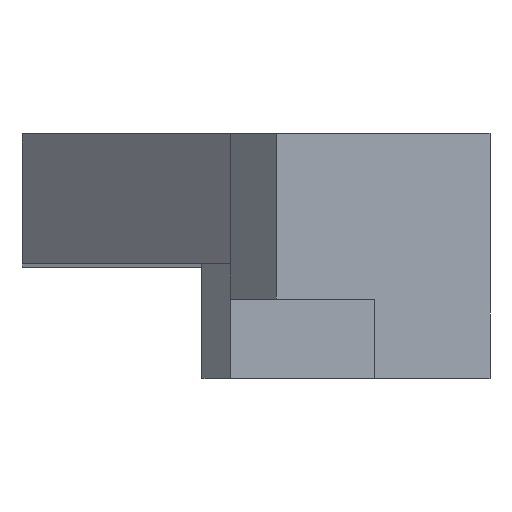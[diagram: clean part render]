
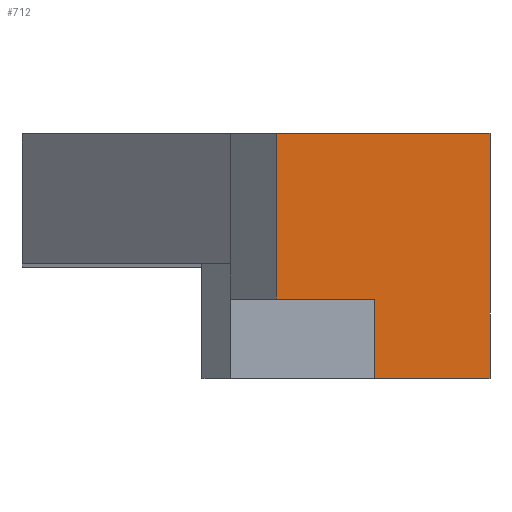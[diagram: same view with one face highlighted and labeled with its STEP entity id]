
A CAD part, top view. The second image highlights one B-rep face of the part: STEP entity #712.
In plain terms, the highlighted planar face has unit normal (0, 0, 1).
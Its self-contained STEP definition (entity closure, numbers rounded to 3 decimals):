
#6 = VERTEX_POINT ( 'NONE', #98 ) ;
#20 = LINE ( 'NONE', #154, #494 ) ;
#76 = DIRECTION ( 'NONE',  ( 0., -1., 0. ) ) ;
#78 = LINE ( 'NONE', #480, #727 ) ;
#80 = DIRECTION ( 'NONE',  ( -1., 0., 0. ) ) ;
#97 = ORIENTED_EDGE ( 'NONE', *, *, #688, .T. ) ;
#98 = CARTESIAN_POINT ( 'NONE',  ( 12.247, -4., 22.085 ) ) ;
#106 = EDGE_LOOP ( 'NONE', ( #322, #192, #355, #317, #242, #97 ) ) ;
#109 = VERTEX_POINT ( 'NONE', #194 ) ;
#113 = EDGE_CURVE ( 'NONE', #109, #299, #734, .T. ) ;
#154 = CARTESIAN_POINT ( 'NONE',  ( 12.247, -4., 22.085 ) ) ;
#166 = VERTEX_POINT ( 'NONE', #806 ) ;
#192 = ORIENTED_EDGE ( 'NONE', *, *, #835, .F. ) ;
#194 = CARTESIAN_POINT ( 'NONE',  ( 4.828, 4.5, 22.085 ) ) ;
#242 = ORIENTED_EDGE ( 'NONE', *, *, #638, .F. ) ;
#249 = VERTEX_POINT ( 'NONE', #678 ) ;
#286 = DIRECTION ( 'NONE',  ( 0., 0., 1. ) ) ;
#297 = DIRECTION ( 'NONE',  ( 0., 1., 0. ) ) ;
#299 = VERTEX_POINT ( 'NONE', #763 ) ;
#317 = ORIENTED_EDGE ( 'NONE', *, *, #831, .F. ) ;
#322 = ORIENTED_EDGE ( 'NONE', *, *, #113, .T. ) ;
#355 = ORIENTED_EDGE ( 'NONE', *, *, #839, .F. ) ;
#414 = VECTOR ( 'NONE', #76, 1000. ) ;
#420 = CARTESIAN_POINT ( 'NONE',  ( 12.247, 27.459, 22.085 ) ) ;
#431 = LINE ( 'NONE', #709, #841 ) ;
#480 = CARTESIAN_POINT ( 'NONE',  ( 12.247, 4.5, 22.085 ) ) ;
#494 = VECTOR ( 'NONE', #782, 1000. ) ;
#539 = VECTOR ( 'NONE', #297, 1000. ) ;
#556 = DIRECTION ( 'NONE',  ( -1., 0., 0. ) ) ;
#569 = CARTESIAN_POINT ( 'NONE',  ( 8.246, -4., 22.085 ) ) ;
#586 = CARTESIAN_POINT ( 'NONE',  ( 4.828, 27.459, 22.085 ) ) ;
#633 = DIRECTION ( 'NONE',  ( 1., 0., 0. ) ) ;
#638 = EDGE_CURVE ( 'NONE', #788, #6, #823, .T. ) ;
#678 = CARTESIAN_POINT ( 'NONE',  ( 8.246, -1.25, 22.085 ) ) ;
#688 = EDGE_CURVE ( 'NONE', #788, #109, #78, .T. ) ;
#709 = CARTESIAN_POINT ( 'NONE',  ( 2.722, -1.25, 22.085 ) ) ;
#712 = ADVANCED_FACE ( 'NONE', ( #772 ), #828, .T. ) ;
#713 = LINE ( 'NONE', #569, #539 ) ;
#726 = DIRECTION ( 'NONE',  ( 0., -1., 0. ) ) ;
#727 = VECTOR ( 'NONE', #556, 1000. ) ;
#734 = LINE ( 'NONE', #586, #758 ) ;
#758 = VECTOR ( 'NONE', #726, 1000. ) ;
#763 = CARTESIAN_POINT ( 'NONE',  ( 4.828, -1.25, 22.085 ) ) ;
#772 = FACE_OUTER_BOUND ( 'NONE', #106, .T. ) ;
#773 = AXIS2_PLACEMENT_3D ( 'NONE', #420, #286, #633 ) ;
#782 = DIRECTION ( 'NONE',  ( -1., 0., 0. ) ) ;
#788 = VERTEX_POINT ( 'NONE', #848 ) ;
#806 = CARTESIAN_POINT ( 'NONE',  ( 8.246, -4., 22.085 ) ) ;
#823 = LINE ( 'NONE', #899, #414 ) ;
#828 = PLANE ( 'NONE',  #773 ) ;
#831 = EDGE_CURVE ( 'NONE', #6, #166, #20, .T. ) ;
#835 = EDGE_CURVE ( 'NONE', #249, #299, #431, .T. ) ;
#839 = EDGE_CURVE ( 'NONE', #166, #249, #713, .T. ) ;
#841 = VECTOR ( 'NONE', #80, 1000. ) ;
#848 = CARTESIAN_POINT ( 'NONE',  ( 12.247, 4.5, 22.085 ) ) ;
#899 = CARTESIAN_POINT ( 'NONE',  ( 12.247, 27.459, 22.085 ) ) ;
